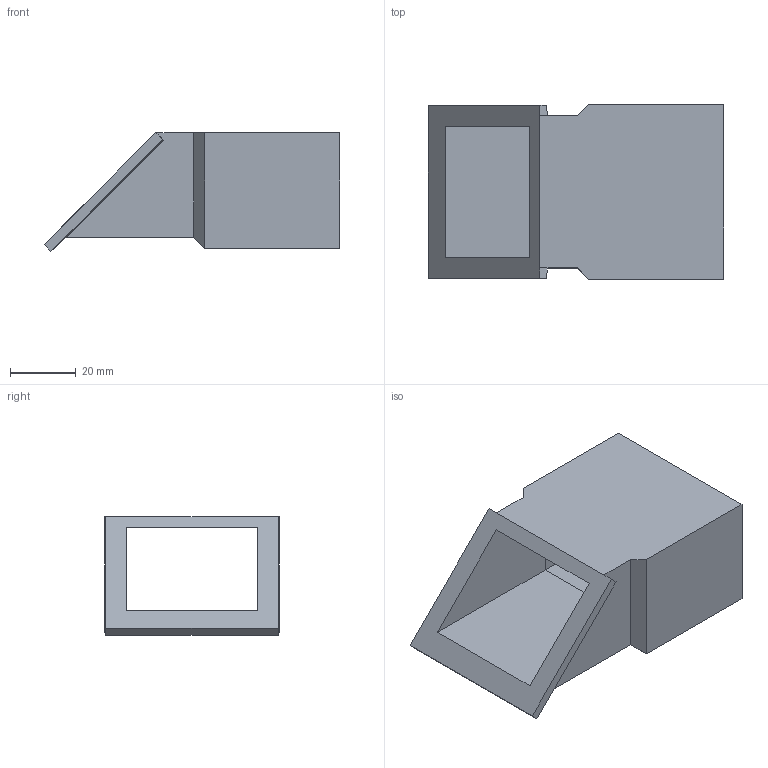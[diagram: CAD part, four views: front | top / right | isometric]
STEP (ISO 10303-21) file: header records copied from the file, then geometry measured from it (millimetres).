
FILE_DESCRIPTION( ( '' ), ' ' );
FILE_NAME( '5eac4430a92953155a812c30.step', '2020-05-01T15:45:52', ( '' ), ( '' ), ' ', ' ', ' ' );
FILE_SCHEMA( ( 'AUTOMOTIVE_DESIGN { 1 0 10303 214 1 1 1 1 }' ) );
Length unit declared in the file: metre
Products named in the file (1): DBS04 - Tube Adapter
Bounding box: 90.26 x 53.24 x 36.16 mm (x, y, z)
Volume: 38422.3 mm3; surface area: 25114.1 mm2
Topology: 1 solids, 1 shells, 30 faces, 73 edges, 46 vertices
Faces by surface type: plane 30
Entity records: 1113 total; most frequent: CARTESIAN_POINT 150, ORIENTED_EDGE 146, DIRECTION 135, EDGE_CURVE 73, LINE 73, VECTOR 73, VERTEX_POINT 46, EDGE_LOOP 33
